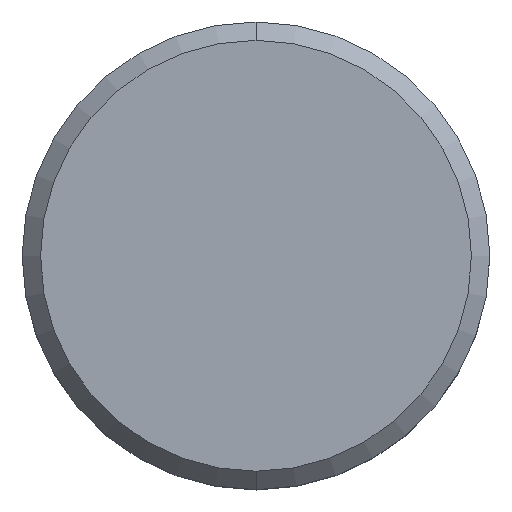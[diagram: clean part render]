
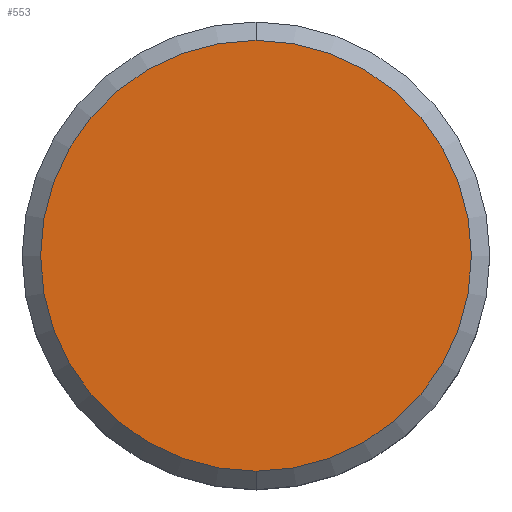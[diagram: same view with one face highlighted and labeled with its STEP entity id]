
A CAD part, top view. The second image highlights one B-rep face of the part: STEP entity #553.
In plain terms, the highlighted planar face has unit normal (0, 0, 1).
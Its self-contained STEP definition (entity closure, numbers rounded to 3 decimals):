
#4 = AXIS2_PLACEMENT_3D ( 'NONE', #381, #446, #734 ) ;
#63 = EDGE_LOOP ( 'NONE', ( #572, #96 ) ) ;
#81 = CARTESIAN_POINT ( 'NONE',  ( 0., 0., 53.848 ) ) ;
#96 = ORIENTED_EDGE ( 'NONE', *, *, #401, .T. ) ;
#137 = AXIS2_PLACEMENT_3D ( 'NONE', #746, #576, #522 ) ;
#148 = CARTESIAN_POINT ( 'NONE',  ( 0., -8.775, 53.848 ) ) ;
#158 = PLANE ( 'NONE',  #4 ) ;
#302 = VERTEX_POINT ( 'NONE', #148 ) ;
#312 = CIRCLE ( 'NONE', #137, 8.775 ) ;
#319 = DIRECTION ( 'NONE',  ( 0., -1., 0. ) ) ;
#343 = CARTESIAN_POINT ( 'NONE',  ( 0., 8.775, 53.848 ) ) ;
#381 = CARTESIAN_POINT ( 'NONE',  ( 0., 8.775, 53.848 ) ) ;
#401 = EDGE_CURVE ( 'NONE', #302, #699, #733, .T. ) ;
#413 = FACE_OUTER_BOUND ( 'NONE', #63, .T. ) ;
#419 = AXIS2_PLACEMENT_3D ( 'NONE', #81, #491, #319 ) ;
#446 = DIRECTION ( 'NONE',  ( 0., 0., -1. ) ) ;
#491 = DIRECTION ( 'NONE',  ( 0., 0., 1. ) ) ;
#522 = DIRECTION ( 'NONE',  ( 0., -1., 0. ) ) ;
#553 = ADVANCED_FACE ( 'NONE', ( #413 ), #158, .F. ) ;
#572 = ORIENTED_EDGE ( 'NONE', *, *, #683, .T. ) ;
#576 = DIRECTION ( 'NONE',  ( 0., 0., 1. ) ) ;
#683 = EDGE_CURVE ( 'NONE', #699, #302, #312, .T. ) ;
#699 = VERTEX_POINT ( 'NONE', #343 ) ;
#733 = CIRCLE ( 'NONE', #419, 8.775 ) ;
#734 = DIRECTION ( 'NONE',  ( 0., 1., 0. ) ) ;
#746 = CARTESIAN_POINT ( 'NONE',  ( 0., 0., 53.848 ) ) ;
